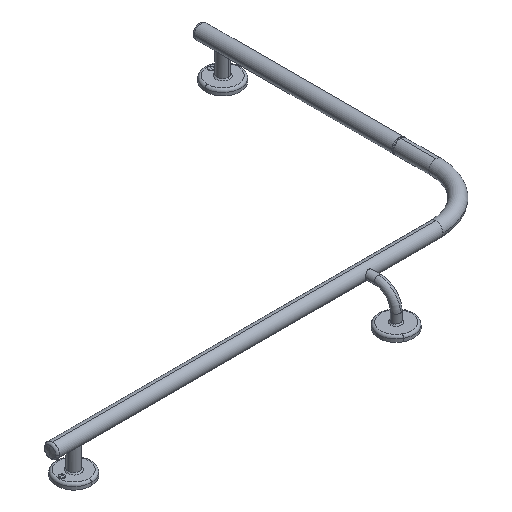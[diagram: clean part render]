
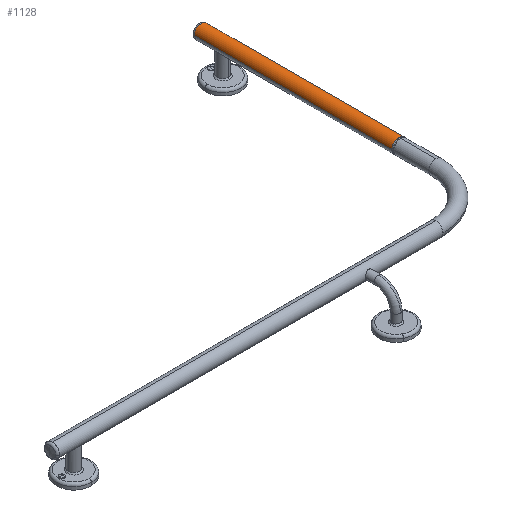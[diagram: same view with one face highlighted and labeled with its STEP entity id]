
A CAD part, isometric view. The second image highlights one B-rep face of the part: STEP entity #1128.
In plain terms, the highlighted cylindrical face has radius 15.9 mm (diameter 31.8 mm), a partial arc.
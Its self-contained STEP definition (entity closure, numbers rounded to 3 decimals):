
#32 = CIRCLE ( 'NONE', #1402, 15.9 ) ;
#144 = CARTESIAN_POINT ( 'NONE',  ( 1145.126, 755.077, 685.546 ) ) ;
#240 = AXIS2_PLACEMENT_3D ( 'NONE', #638, #1683, #1713 ) ;
#353 = CARTESIAN_POINT ( 'NONE',  ( 1129.226, 755.077, 685.546 ) ) ;
#370 = AXIS2_PLACEMENT_3D ( 'NONE', #144, #395, #1411 ) ;
#395 = DIRECTION ( 'NONE',  ( 0., -1., 0. ) ) ;
#404 = CARTESIAN_POINT ( 'NONE',  ( 1161.026, 755.077, 685.546 ) ) ;
#408 = ORIENTED_EDGE ( 'NONE', *, *, #1778, .F. ) ;
#432 = VECTOR ( 'NONE', #773, 1000. ) ;
#520 = VERTEX_POINT ( 'NONE', #2000 ) ;
#638 = CARTESIAN_POINT ( 'NONE',  ( 1145.126, 755.077, 685.546 ) ) ;
#684 = VERTEX_POINT ( 'NONE', #1043 ) ;
#693 = CARTESIAN_POINT ( 'NONE',  ( 1161.026, 1199.077, 685.546 ) ) ;
#752 = ORIENTED_EDGE ( 'NONE', *, *, #1450, .F. ) ;
#773 = DIRECTION ( 'NONE',  ( 0., 1., 0. ) ) ;
#845 = VERTEX_POINT ( 'NONE', #693 ) ;
#863 = FACE_OUTER_BOUND ( 'NONE', #2383, .T. ) ;
#945 = VERTEX_POINT ( 'NONE', #2611 ) ;
#1036 = EDGE_CURVE ( 'NONE', #684, #845, #1638, .T. ) ;
#1043 = CARTESIAN_POINT ( 'NONE',  ( 1161.026, 755.077, 685.546 ) ) ;
#1128 = ADVANCED_FACE ( 'Defeatured_0_7', ( #863 ), #1841, .T. ) ;
#1337 = CIRCLE ( 'NONE', #370, 15.9 ) ;
#1355 = VECTOR ( 'NONE', #1939, 1000. ) ;
#1402 = AXIS2_PLACEMENT_3D ( 'NONE', #2527, #1863, #1690 ) ;
#1411 = DIRECTION ( 'NONE',  ( 1., 0., 0. ) ) ;
#1450 = EDGE_CURVE ( 'NONE', #520, #845, #32, .T. ) ;
#1638 = LINE ( 'NONE', #404, #432 ) ;
#1683 = DIRECTION ( 'NONE',  ( 0., 1., 0. ) ) ;
#1690 = DIRECTION ( 'NONE',  ( 1., 0., 0. ) ) ;
#1713 = DIRECTION ( 'NONE',  ( -1., 0., 0. ) ) ;
#1778 = EDGE_CURVE ( 'NONE', #684, #945, #1337, .T. ) ;
#1841 = CYLINDRICAL_SURFACE ( 'NONE', #240, 15.9 ) ;
#1863 = DIRECTION ( 'NONE',  ( 0., 1., 0. ) ) ;
#1917 = ORIENTED_EDGE ( 'NONE', *, *, #1036, .T. ) ;
#1939 = DIRECTION ( 'NONE',  ( 0., 1., 0. ) ) ;
#2000 = CARTESIAN_POINT ( 'NONE',  ( 1129.226, 1199.077, 685.546 ) ) ;
#2090 = EDGE_CURVE ( 'NONE', #945, #520, #2366, .T. ) ;
#2366 = LINE ( 'NONE', #353, #1355 ) ;
#2383 = EDGE_LOOP ( 'NONE', ( #408, #1917, #752, #2626 ) ) ;
#2527 = CARTESIAN_POINT ( 'NONE',  ( 1145.126, 1199.077, 685.546 ) ) ;
#2611 = CARTESIAN_POINT ( 'NONE',  ( 1129.226, 755.077, 685.546 ) ) ;
#2626 = ORIENTED_EDGE ( 'NONE', *, *, #2090, .F. ) ;
